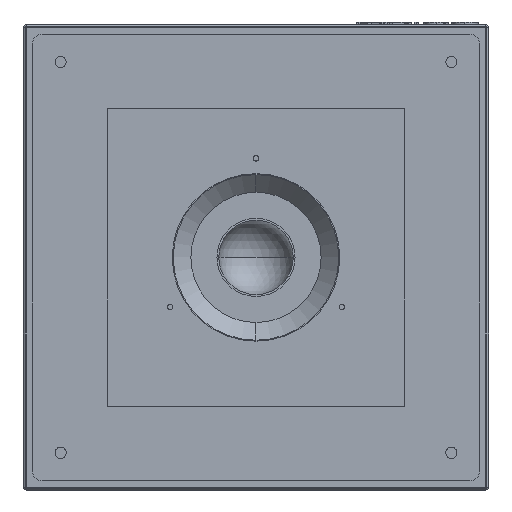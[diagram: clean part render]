
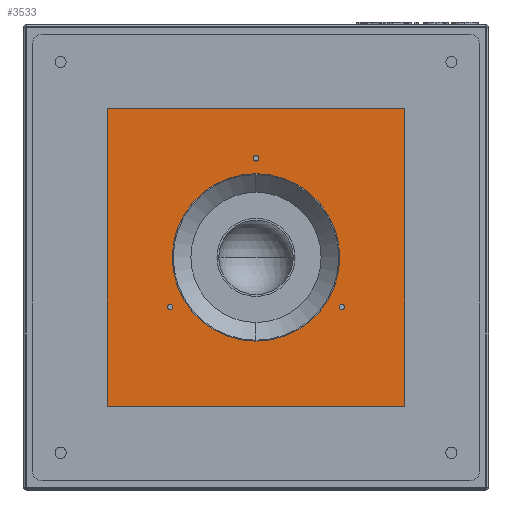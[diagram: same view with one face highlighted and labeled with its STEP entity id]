
A CAD part, front view. The second image highlights one B-rep face of the part: STEP entity #3533.
In plain terms, the highlighted planar face has unit normal (0, -1, 0).
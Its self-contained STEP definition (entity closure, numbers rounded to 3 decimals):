
#331 = CARTESIAN_POINT ( 'NONE',  ( 89.634, 1., -51.75 ) ) ;
#332 = DIRECTION ( 'NONE',  ( -0.866, 0., 0.5 ) ) ;
#333 = DIRECTION ( 'NONE',  ( 0., 1., 0. ) ) ;
#334 = CARTESIAN_POINT ( 'NONE',  ( 92.232, 1., -53.25 ) ) ;
#335 = AXIS2_PLACEMENT_3D ( 'NONE', #334, #333, #332 ) ;
#336 = CIRCLE ( 'NONE', #335, 3. ) ;
#366 = CARTESIAN_POINT ( 'NONE',  ( 0., 1., 109.5 ) ) ;
#415 = CARTESIAN_POINT ( 'NONE',  ( 0., 1., 90. ) ) ;
#416 = DIRECTION ( 'NONE',  ( 0., 0., -1. ) ) ;
#417 = DIRECTION ( 'NONE',  ( 0., -1., 0. ) ) ;
#418 = CARTESIAN_POINT ( 'NONE',  ( 0., 1., 0. ) ) ;
#419 = AXIS2_PLACEMENT_3D ( 'NONE', #418, #417, #416 ) ;
#420 = CIRCLE ( 'NONE', #419, 90. ) ;
#421 = CARTESIAN_POINT ( 'NONE',  ( 0., 1., -90. ) ) ;
#439 = CARTESIAN_POINT ( 'NONE',  ( 0., 1., 103.5 ) ) ;
#440 = DIRECTION ( 'NONE',  ( 0., 0., -1. ) ) ;
#441 = DIRECTION ( 'NONE',  ( 0., 1., 0. ) ) ;
#442 = CARTESIAN_POINT ( 'NONE',  ( 0., 1., 106.5 ) ) ;
#443 = AXIS2_PLACEMENT_3D ( 'NONE', #442, #441, #440 ) ;
#444 = CIRCLE ( 'NONE', #443, 3. ) ;
#446 = CARTESIAN_POINT ( 'NONE',  ( -89.634, 1., -51.75 ) ) ;
#447 = DIRECTION ( 'NONE',  ( 0.866, 0., 0.5 ) ) ;
#448 = DIRECTION ( 'NONE',  ( 0., 1., 0. ) ) ;
#449 = CARTESIAN_POINT ( 'NONE',  ( -92.232, 1., -53.25 ) ) ;
#450 = AXIS2_PLACEMENT_3D ( 'NONE', #449, #448, #447 ) ;
#451 = CIRCLE ( 'NONE', #450, 3. ) ;
#452 = CARTESIAN_POINT ( 'NONE',  ( -94.83, 1., -54.75 ) ) ;
#483 = CARTESIAN_POINT ( 'NONE',  ( 94.83, 1., -54.75 ) ) ;
#3446 = EDGE_CURVE ( 'NONE', #10828, #10831, #8187, .T. ) ;
#3456 = EDGE_CURVE ( 'NONE', #10815, #10812, #8228, .T. ) ;
#3477 = EDGE_CURVE ( 'NONE', #3492, #3501, #8250, .T. ) ;
#3484 = EDGE_CURVE ( 'NONE', #3501, #3512, #8243, .T. ) ;
#3492 = VERTEX_POINT ( 'NONE', #8291 ) ;
#3494 = EDGE_CURVE ( 'NONE', #3509, #3492, #8290, .T. ) ;
#3501 = VERTEX_POINT ( 'NONE', #8276 ) ;
#3503 = EDGE_CURVE ( 'NONE', #10845, #10763, #8275, .T. ) ;
#3509 = VERTEX_POINT ( 'NONE', #8329 ) ;
#3511 = EDGE_CURVE ( 'NONE', #3512, #3509, #8328, .T. ) ;
#3512 = VERTEX_POINT ( 'NONE', #8324 ) ;
#3519 = ORIENTED_EDGE ( 'NONE', *, *, #3503, .T. ) ;
#3520 = EDGE_LOOP ( 'NONE', ( #3521, #3522 ) ) ;
#3521 = ORIENTED_EDGE ( 'NONE', *, *, #10830, .T. ) ;
#3522 = ORIENTED_EDGE ( 'NONE', *, *, #3446, .T. ) ;
#3523 = EDGE_LOOP ( 'NONE', ( #3524, #3525 ) ) ;
#3524 = ORIENTED_EDGE ( 'NONE', *, *, #3456, .F. ) ;
#3525 = ORIENTED_EDGE ( 'NONE', *, *, #10814, .F. ) ;
#3533 = ADVANCED_FACE ( 'NONE', ( #8302, #8301, #8300, #8299, #8298 ), #8297, .T. ) ;
#3534 = EDGE_LOOP ( 'NONE', ( #3535, #3536, #3537, #3538 ) ) ;
#3535 = ORIENTED_EDGE ( 'NONE', *, *, #3484, .T. ) ;
#3536 = ORIENTED_EDGE ( 'NONE', *, *, #3511, .T. ) ;
#3537 = ORIENTED_EDGE ( 'NONE', *, *, #3494, .T. ) ;
#3538 = ORIENTED_EDGE ( 'NONE', *, *, #3477, .T. ) ;
#3539 = EDGE_LOOP ( 'NONE', ( #3540, #3541 ) ) ;
#3540 = ORIENTED_EDGE ( 'NONE', *, *, #10833, .T. ) ;
#3541 = ORIENTED_EDGE ( 'NONE', *, *, #3548, .T. ) ;
#3542 = EDGE_LOOP ( 'NONE', ( #3543, #3519 ) ) ;
#3543 = ORIENTED_EDGE ( 'NONE', *, *, #10762, .T. ) ;
#3548 = EDGE_CURVE ( 'NONE', #10777, #10834, #8352, .T. ) ;
#8183 = DIRECTION ( 'NONE',  ( 0.866, 0., 0.5 ) ) ;
#8184 = DIRECTION ( 'NONE',  ( 0., 1., 0. ) ) ;
#8185 = CARTESIAN_POINT ( 'NONE',  ( -92.232, 1., -53.25 ) ) ;
#8186 = AXIS2_PLACEMENT_3D ( 'NONE', #8185, #8184, #8183 ) ;
#8187 = CIRCLE ( 'NONE', #8186, 3. ) ;
#8224 = DIRECTION ( 'NONE',  ( 0., 0., -1. ) ) ;
#8225 = DIRECTION ( 'NONE',  ( 0., -1., 0. ) ) ;
#8226 = CARTESIAN_POINT ( 'NONE',  ( 0., 1., 0. ) ) ;
#8227 = AXIS2_PLACEMENT_3D ( 'NONE', #8226, #8225, #8224 ) ;
#8228 = CIRCLE ( 'NONE', #8227, 90. ) ;
#8237 = DIRECTION ( 'NONE',  ( 0., 0., -1. ) ) ;
#8238 = VECTOR ( 'NONE', #8237, 1000. ) ;
#8239 = CARTESIAN_POINT ( 'NONE',  ( -160., 1., 160. ) ) ;
#8243 = LINE ( 'NONE', #8239, #8238 ) ;
#8247 = DIRECTION ( 'NONE',  ( -1., 0., 0. ) ) ;
#8248 = VECTOR ( 'NONE', #8247, 1000. ) ;
#8249 = CARTESIAN_POINT ( 'NONE',  ( -160., 1., 160. ) ) ;
#8250 = LINE ( 'NONE', #8249, #8248 ) ;
#8271 = DIRECTION ( 'NONE',  ( -0.866, 0., 0.5 ) ) ;
#8272 = DIRECTION ( 'NONE',  ( 0., 1., 0. ) ) ;
#8273 = CARTESIAN_POINT ( 'NONE',  ( 92.232, 1., -53.25 ) ) ;
#8274 = AXIS2_PLACEMENT_3D ( 'NONE', #8273, #8272, #8271 ) ;
#8275 = CIRCLE ( 'NONE', #8274, 3. ) ;
#8276 = CARTESIAN_POINT ( 'NONE',  ( -160., 1., 160. ) ) ;
#8287 = DIRECTION ( 'NONE',  ( 0., 0., 1. ) ) ;
#8288 = VECTOR ( 'NONE', #8287, 1000. ) ;
#8289 = CARTESIAN_POINT ( 'NONE',  ( 160., 1., 160. ) ) ;
#8290 = LINE ( 'NONE', #8289, #8288 ) ;
#8291 = CARTESIAN_POINT ( 'NONE',  ( 160., 1., 160. ) ) ;
#8296 = AXIS2_PLACEMENT_3D ( 'NONE', #8359, #8358, #8357 ) ;
#8297 = PLANE ( 'NONE',  #8296 ) ;
#8298 = FACE_BOUND ( 'NONE', #3523, .T. ) ;
#8299 = FACE_BOUND ( 'NONE', #3520, .T. ) ;
#8300 = FACE_BOUND ( 'NONE', #3542, .T. ) ;
#8301 = FACE_BOUND ( 'NONE', #3539, .T. ) ;
#8302 = FACE_OUTER_BOUND ( 'NONE', #3534, .T. ) ;
#8324 = CARTESIAN_POINT ( 'NONE',  ( -160., 1., -160. ) ) ;
#8325 = DIRECTION ( 'NONE',  ( 1., 0., 0. ) ) ;
#8326 = VECTOR ( 'NONE', #8325, 1000. ) ;
#8327 = CARTESIAN_POINT ( 'NONE',  ( -160., 1., -160. ) ) ;
#8328 = LINE ( 'NONE', #8327, #8326 ) ;
#8329 = CARTESIAN_POINT ( 'NONE',  ( 160., 1., -160. ) ) ;
#8348 = DIRECTION ( 'NONE',  ( 0., 0., -1. ) ) ;
#8349 = DIRECTION ( 'NONE',  ( 0., 1., 0. ) ) ;
#8350 = CARTESIAN_POINT ( 'NONE',  ( 0., 1., 106.5 ) ) ;
#8351 = AXIS2_PLACEMENT_3D ( 'NONE', #8350, #8349, #8348 ) ;
#8352 = CIRCLE ( 'NONE', #8351, 3. ) ;
#8357 = DIRECTION ( 'NONE',  ( 0., 0., -1. ) ) ;
#8358 = DIRECTION ( 'NONE',  ( 0., -1., 0. ) ) ;
#8359 = CARTESIAN_POINT ( 'NONE',  ( -160., 1., -160. ) ) ;
#10762 = EDGE_CURVE ( 'NONE', #10763, #10845, #336, .T. ) ;
#10763 = VERTEX_POINT ( 'NONE', #331 ) ;
#10777 = VERTEX_POINT ( 'NONE', #366 ) ;
#10812 = VERTEX_POINT ( 'NONE', #421 ) ;
#10814 = EDGE_CURVE ( 'NONE', #10812, #10815, #420, .T. ) ;
#10815 = VERTEX_POINT ( 'NONE', #415 ) ;
#10828 = VERTEX_POINT ( 'NONE', #452 ) ;
#10830 = EDGE_CURVE ( 'NONE', #10831, #10828, #451, .T. ) ;
#10831 = VERTEX_POINT ( 'NONE', #446 ) ;
#10833 = EDGE_CURVE ( 'NONE', #10834, #10777, #444, .T. ) ;
#10834 = VERTEX_POINT ( 'NONE', #439 ) ;
#10845 = VERTEX_POINT ( 'NONE', #483 ) ;
